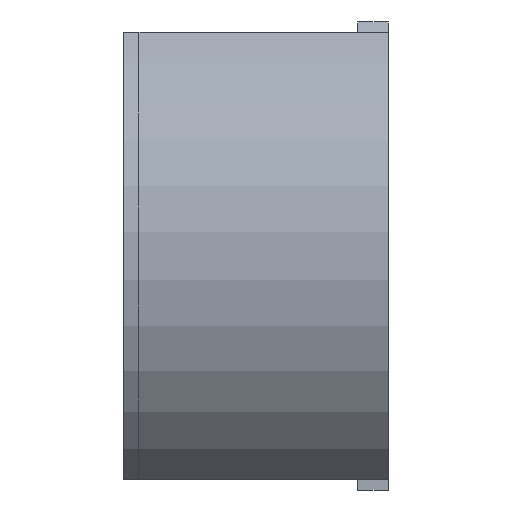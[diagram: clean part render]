
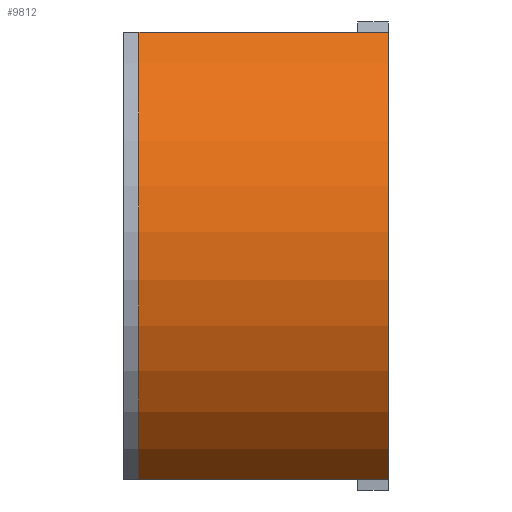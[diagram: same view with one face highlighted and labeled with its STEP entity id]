
A CAD part, left-side view. The second image highlights one B-rep face of the part: STEP entity #9812.
In plain terms, the highlighted cylindrical face has radius 54.5 mm (diameter 109 mm), a partial arc.
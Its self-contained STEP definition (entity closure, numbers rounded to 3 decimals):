
#746 = AXIS2_PLACEMENT_3D ( 'NONE', #3016, #2916, #6051 ) ;
#880 = CARTESIAN_POINT ( 'NONE',  ( 0., -49., 0. ) ) ;
#1058 = VECTOR ( 'NONE', #8086, 1000. ) ;
#1170 = VERTEX_POINT ( 'NONE', #9300 ) ;
#1304 = EDGE_CURVE ( 'NONE', #8416, #1517, #1390, .T. ) ;
#1390 = CIRCLE ( 'NONE', #7156, 54.5 ) ;
#1498 = DIRECTION ( 'NONE',  ( 0., 0., 1. ) ) ;
#1512 = ORIENTED_EDGE ( 'NONE', *, *, #1304, .T. ) ;
#1517 = VERTEX_POINT ( 'NONE', #5504 ) ;
#1849 = CARTESIAN_POINT ( 'NONE',  ( -32.16, -49., 44. ) ) ;
#1894 = CIRCLE ( 'NONE', #746, 54.5 ) ;
#2225 = AXIS2_PLACEMENT_3D ( 'NONE', #880, #2429, #1498 ) ;
#2429 = DIRECTION ( 'NONE',  ( 0., 1., 0. ) ) ;
#2916 = DIRECTION ( 'NONE',  ( 0., -1., 0. ) ) ;
#2918 = ORIENTED_EDGE ( 'NONE', *, *, #10215, .F. ) ;
#3016 = CARTESIAN_POINT ( 'NONE',  ( 0., -49., 0. ) ) ;
#3929 = DIRECTION ( 'NONE',  ( 0., -1., 0. ) ) ;
#4983 = CARTESIAN_POINT ( 'NONE',  ( -32.16, -49., -44. ) ) ;
#5504 = CARTESIAN_POINT ( 'NONE',  ( -32.16, 0., -44. ) ) ;
#5804 = CARTESIAN_POINT ( 'NONE',  ( -32.16, -49., 44. ) ) ;
#6051 = DIRECTION ( 'NONE',  ( 0., 0., -1. ) ) ;
#6237 = LINE ( 'NONE', #1849, #1058 ) ;
#6298 = CARTESIAN_POINT ( 'NONE',  ( 0., 0., 0. ) ) ;
#6422 = EDGE_LOOP ( 'NONE', ( #1512, #2918, #7835, #7891 ) ) ;
#6531 = DIRECTION ( 'NONE',  ( 0., 1., 0. ) ) ;
#6672 = VECTOR ( 'NONE', #6531, 1000. ) ;
#6724 = EDGE_CURVE ( 'NONE', #9212, #8416, #6237, .T. ) ;
#7156 = AXIS2_PLACEMENT_3D ( 'NONE', #6298, #3929, #7311 ) ;
#7311 = DIRECTION ( 'NONE',  ( 0., 0., -1. ) ) ;
#7466 = EDGE_CURVE ( 'NONE', #9212, #1170, #1894, .T. ) ;
#7486 = CARTESIAN_POINT ( 'NONE',  ( -32.16, 0., 44. ) ) ;
#7835 = ORIENTED_EDGE ( 'NONE', *, *, #7466, .F. ) ;
#7891 = ORIENTED_EDGE ( 'NONE', *, *, #6724, .T. ) ;
#7902 = CYLINDRICAL_SURFACE ( 'NONE', #2225, 54.5 ) ;
#8086 = DIRECTION ( 'NONE',  ( 0., 1., 0. ) ) ;
#8416 = VERTEX_POINT ( 'NONE', #7486 ) ;
#8561 = FACE_OUTER_BOUND ( 'NONE', #6422, .T. ) ;
#8851 = LINE ( 'NONE', #4983, #6672 ) ;
#9212 = VERTEX_POINT ( 'NONE', #5804 ) ;
#9300 = CARTESIAN_POINT ( 'NONE',  ( -32.16, -49., -44. ) ) ;
#9812 = ADVANCED_FACE ( 'NONE', ( #8561 ), #7902, .T. ) ;
#10215 = EDGE_CURVE ( 'NONE', #1170, #1517, #8851, .T. ) ;
